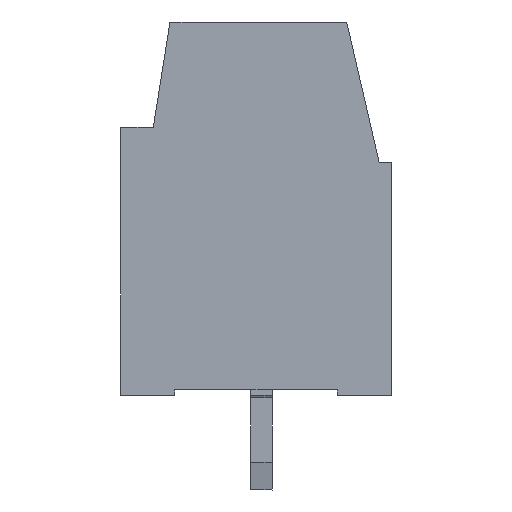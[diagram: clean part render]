
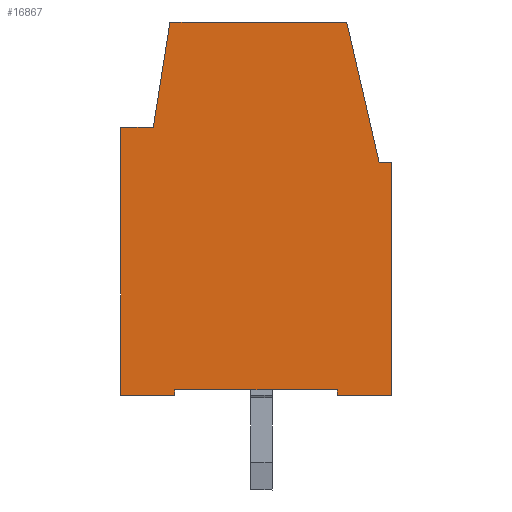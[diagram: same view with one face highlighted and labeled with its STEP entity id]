
A CAD part, left-side view. The second image highlights one B-rep face of the part: STEP entity #16867.
In plain terms, the highlighted planar face has unit normal (-1, 0, 0).
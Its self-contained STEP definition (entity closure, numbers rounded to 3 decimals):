
#16775=AXIS2_PLACEMENT_3D('Plane Axis2P3D',#16772,#16773,#16774) ;
#16383=CARTESIAN_POINT('Vertex',(0.,0.,12.101)) ;
#16386=CARTESIAN_POINT('Line Origine',(0.,0.,7.8)) ;
#16390=CARTESIAN_POINT('Vertex',(0.,0.,3.5)) ;
#16756=CARTESIAN_POINT('Vertex',(0.,0.445,12.1)) ;
#16759=CARTESIAN_POINT('Line Origine',(0.,0.223,12.1)) ;
#16772=CARTESIAN_POINT('Axis2P3D Location',(0.,3.449,14.)) ;
#16777=CARTESIAN_POINT('Line Origine',(0.,1.027,14.623)) ;
#16781=CARTESIAN_POINT('Vertex',(0.,1.609,17.145)) ;
#16784=CARTESIAN_POINT('Line Origine',(0.,1.627,17.223)) ;
#16788=CARTESIAN_POINT('Vertex',(0.,1.645,17.3)) ;
#16791=CARTESIAN_POINT('Line Origine',(0.,4.913,17.3)) ;
#16795=CARTESIAN_POINT('Vertex',(0.,8.181,17.301)) ;
#16798=CARTESIAN_POINT('Line Origine',(0.,8.49,15.351)) ;
#16802=CARTESIAN_POINT('Vertex',(0.,8.799,13.401)) ;
#16805=CARTESIAN_POINT('Line Origine',(0.,9.399,13.401)) ;
#16809=CARTESIAN_POINT('Vertex',(0.,9.999,13.401)) ;
#16812=CARTESIAN_POINT('Line Origine',(0.,10.,8.451)) ;
#16816=CARTESIAN_POINT('Vertex',(0.,10.,3.501)) ;
#16819=CARTESIAN_POINT('Line Origine',(0.,9.,3.501)) ;
#16823=CARTESIAN_POINT('Vertex',(0.,8.,3.501)) ;
#16826=CARTESIAN_POINT('Line Origine',(0.,8.,3.601)) ;
#16830=CARTESIAN_POINT('Vertex',(0.,8.,3.701)) ;
#16833=CARTESIAN_POINT('Line Origine',(0.,5.,3.7)) ;
#16837=CARTESIAN_POINT('Vertex',(0.,2.,3.7)) ;
#16840=CARTESIAN_POINT('Line Origine',(0.,2.,3.6)) ;
#16844=CARTESIAN_POINT('Vertex',(0.,2.,3.5)) ;
#16847=CARTESIAN_POINT('Line Origine',(0.,1.,3.5)) ;
#16387=DIRECTION('Vector Direction',(0.,0.,1.)) ;
#16760=DIRECTION('Vector Direction',(0.,-1.,0.001)) ;
#16773=DIRECTION('Axis2P3D Direction',(1.,0.,0.)) ;
#16774=DIRECTION('Axis2P3D XDirection',(0.,1.,0.)) ;
#16778=DIRECTION('Vector Direction',(0.,0.225,0.974)) ;
#16785=DIRECTION('Vector Direction',(0.,0.225,0.974)) ;
#16792=DIRECTION('Vector Direction',(0.,-1.,0.)) ;
#16799=DIRECTION('Vector Direction',(0.,0.157,-0.988)) ;
#16806=DIRECTION('Vector Direction',(0.,-1.,0.)) ;
#16813=DIRECTION('Vector Direction',(0.,0.,-1.)) ;
#16820=DIRECTION('Vector Direction',(0.,-1.,0.)) ;
#16827=DIRECTION('Vector Direction',(0.,0.,1.)) ;
#16834=DIRECTION('Vector Direction',(0.,-1.,0.)) ;
#16841=DIRECTION('Vector Direction',(0.,0.,-1.)) ;
#16848=DIRECTION('Vector Direction',(0.,-1.,0.)) ;
#16388=VECTOR('Line Direction',#16387,1.) ;
#16761=VECTOR('Line Direction',#16760,1.) ;
#16779=VECTOR('Line Direction',#16778,1.) ;
#16786=VECTOR('Line Direction',#16785,1.) ;
#16793=VECTOR('Line Direction',#16792,1.) ;
#16800=VECTOR('Line Direction',#16799,1.) ;
#16807=VECTOR('Line Direction',#16806,1.) ;
#16814=VECTOR('Line Direction',#16813,1.) ;
#16821=VECTOR('Line Direction',#16820,1.) ;
#16828=VECTOR('Line Direction',#16827,1.) ;
#16835=VECTOR('Line Direction',#16834,1.) ;
#16842=VECTOR('Line Direction',#16841,1.) ;
#16849=VECTOR('Line Direction',#16848,1.) ;
#16853=ORIENTED_EDGE('',*,*,#16392,.T.) ;
#16854=ORIENTED_EDGE('',*,*,#16763,.F.) ;
#16855=ORIENTED_EDGE('',*,*,#16783,.T.) ;
#16856=ORIENTED_EDGE('',*,*,#16790,.T.) ;
#16857=ORIENTED_EDGE('',*,*,#16797,.F.) ;
#16858=ORIENTED_EDGE('',*,*,#16804,.T.) ;
#16859=ORIENTED_EDGE('',*,*,#16811,.F.) ;
#16860=ORIENTED_EDGE('',*,*,#16818,.T.) ;
#16861=ORIENTED_EDGE('',*,*,#16825,.T.) ;
#16862=ORIENTED_EDGE('',*,*,#16832,.T.) ;
#16863=ORIENTED_EDGE('',*,*,#16839,.T.) ;
#16864=ORIENTED_EDGE('',*,*,#16846,.T.) ;
#16865=ORIENTED_EDGE('',*,*,#16851,.T.) ;
#16867=ADVANCED_FACE('COVER',(#16866),#16776,.F.) ;
#16392=EDGE_CURVE('',#16391,#16384,#16389,.T.) ;
#16763=EDGE_CURVE('',#16757,#16384,#16762,.T.) ;
#16783=EDGE_CURVE('',#16757,#16782,#16780,.T.) ;
#16790=EDGE_CURVE('',#16782,#16789,#16787,.T.) ;
#16797=EDGE_CURVE('',#16796,#16789,#16794,.T.) ;
#16804=EDGE_CURVE('',#16796,#16803,#16801,.T.) ;
#16811=EDGE_CURVE('',#16810,#16803,#16808,.T.) ;
#16818=EDGE_CURVE('',#16810,#16817,#16815,.T.) ;
#16825=EDGE_CURVE('',#16817,#16824,#16822,.T.) ;
#16832=EDGE_CURVE('',#16824,#16831,#16829,.T.) ;
#16839=EDGE_CURVE('',#16831,#16838,#16836,.T.) ;
#16846=EDGE_CURVE('',#16838,#16845,#16843,.T.) ;
#16851=EDGE_CURVE('',#16845,#16391,#16850,.T.) ;
#16852=EDGE_LOOP('',(#16853,#16854,#16855,#16856,#16857,#16858,#16859,#16860,#16861,#16862,#16863,#16864,#16865)) ;
#16866=FACE_OUTER_BOUND('',#16852,.T.) ;
#16389=LINE('Line',#16386,#16388) ;
#16762=LINE('Line',#16759,#16761) ;
#16780=LINE('Line',#16777,#16779) ;
#16787=LINE('Line',#16784,#16786) ;
#16794=LINE('Line',#16791,#16793) ;
#16801=LINE('Line',#16798,#16800) ;
#16808=LINE('Line',#16805,#16807) ;
#16815=LINE('Line',#16812,#16814) ;
#16822=LINE('Line',#16819,#16821) ;
#16829=LINE('Line',#16826,#16828) ;
#16836=LINE('Line',#16833,#16835) ;
#16843=LINE('Line',#16840,#16842) ;
#16850=LINE('Line',#16847,#16849) ;
#16776=PLANE('',#16775) ;
#16384=VERTEX_POINT('',#16383) ;
#16391=VERTEX_POINT('',#16390) ;
#16757=VERTEX_POINT('',#16756) ;
#16782=VERTEX_POINT('',#16781) ;
#16789=VERTEX_POINT('',#16788) ;
#16796=VERTEX_POINT('',#16795) ;
#16803=VERTEX_POINT('',#16802) ;
#16810=VERTEX_POINT('',#16809) ;
#16817=VERTEX_POINT('',#16816) ;
#16824=VERTEX_POINT('',#16823) ;
#16831=VERTEX_POINT('',#16830) ;
#16838=VERTEX_POINT('',#16837) ;
#16845=VERTEX_POINT('',#16844) ;
